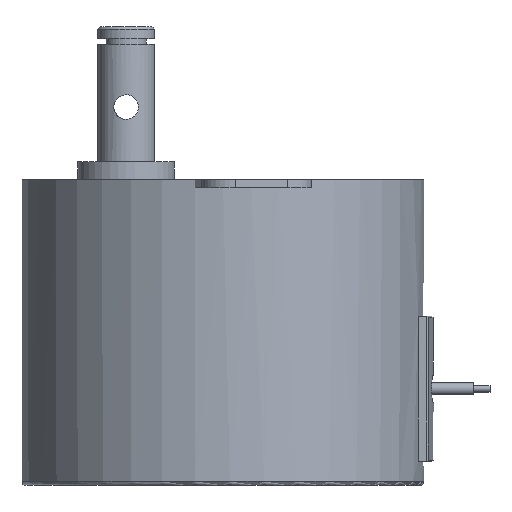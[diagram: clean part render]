
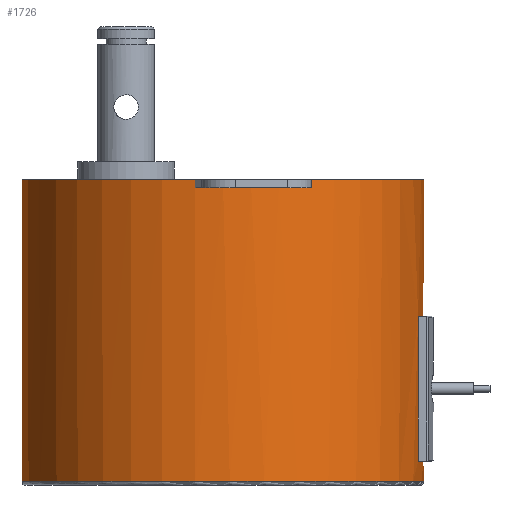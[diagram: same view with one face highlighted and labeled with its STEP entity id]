
A CAD part, left-side view. The second image highlights one B-rep face of the part: STEP entity #1726.
In plain terms, the highlighted cylindrical face has radius 25 mm (diameter 50 mm), a full revolution.
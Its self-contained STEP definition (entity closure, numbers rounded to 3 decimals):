
#759=CARTESIAN_POINT('',(-6.,-24.269,21.0));
#760=VERTEX_POINT('',#759);
#767=CARTESIAN_POINT('',(-6.,-24.269,3.0));
#768=VERTEX_POINT('',#767);
#769=CARTESIAN_POINT('',(-6.,-24.269,3.0));
#770=DIRECTION('',(0.0,0.0,1.0));
#771=VECTOR('',#770,18.0);
#772=LINE('',#769,#771);
#773=EDGE_CURVE('',#768,#760,#772,.T.);
#790=CARTESIAN_POINT('',(6.,-24.269,21.0));
#791=VERTEX_POINT('',#790);
#798=CARTESIAN_POINT('',(0.0,0.0,21.));
#799=DIRECTION('',(0.0,0.0,1.0));
#800=DIRECTION('',(-1.0,0.0,0.0));
#801=AXIS2_PLACEMENT_3D('',#798,#799,#800);
#802=CIRCLE('',#801,25.0);
#803=EDGE_CURVE('',#760,#791,#802,.T.);
#833=CARTESIAN_POINT('',(6.,-24.269,3.0));
#834=VERTEX_POINT('',#833);
#841=CARTESIAN_POINT('',(6.,-24.269,21.0));
#842=DIRECTION('',(0.0,0.0,-1.0));
#843=VECTOR('',#842,18.0);
#844=LINE('',#841,#843);
#845=EDGE_CURVE('',#791,#834,#844,.T.);
#860=CARTESIAN_POINT('',(0.0,0.0,3.));
#861=DIRECTION('',(0.0,0.0,-1.0));
#862=DIRECTION('',(-1.0,0.0,0.0));
#863=AXIS2_PLACEMENT_3D('',#860,#861,#862);
#864=CIRCLE('',#863,25.0);
#865=EDGE_CURVE('',#834,#768,#864,.T.);
#1349=CARTESIAN_POINT('',(-22.808,-10.237,37.));
#1350=VERTEX_POINT('',#1349);
#1357=CARTESIAN_POINT('',(-22.808,-10.237,38.0));
#1358=VERTEX_POINT('',#1357);
#1359=CARTESIAN_POINT('',(-22.808,-10.237,38.0));
#1360=DIRECTION('',(0.0,0.0,-1.0));
#1361=VECTOR('',#1360,1.);
#1362=LINE('',#1359,#1361);
#1363=EDGE_CURVE('',#1358,#1350,#1362,.T.);
#1380=CARTESIAN_POINT('',(-24.763,3.432,37.));
#1381=VERTEX_POINT('',#1380);
#1389=CARTESIAN_POINT('',(-24.763,3.432,38.0));
#1390=VERTEX_POINT('',#1389);
#1397=CARTESIAN_POINT('',(-24.763,3.432,37.));
#1398=DIRECTION('',(0.0,0.0,1.0));
#1399=VECTOR('',#1398,1.);
#1400=LINE('',#1397,#1399);
#1401=EDGE_CURVE('',#1381,#1390,#1400,.T.);
#1411=CARTESIAN_POINT('',(0.0,0.0,37.));
#1412=DIRECTION('',(0.0,0.0,-1.0));
#1413=DIRECTION('',(-1.0,0.0,0.0));
#1414=AXIS2_PLACEMENT_3D('',#1411,#1412,#1413);
#1415=CIRCLE('',#1414,25.0);
#1416=EDGE_CURVE('',#1350,#1381,#1415,.T.);
#1437=CARTESIAN_POINT('',(24.763,3.432,37.0));
#1438=VERTEX_POINT('',#1437);
#1439=CARTESIAN_POINT('',(22.808,-10.237,37.0));
#1440=VERTEX_POINT('',#1439);
#1441=CARTESIAN_POINT('',(0.0,0.0,37.0));
#1442=DIRECTION('',(0.0,0.0,-1.0));
#1443=DIRECTION('',(-1.0,0.0,0.0));
#1444=AXIS2_PLACEMENT_3D('',#1441,#1442,#1443);
#1445=CIRCLE('',#1444,25.0);
#1446=EDGE_CURVE('',#1438,#1440,#1445,.T.);
#1567=CARTESIAN_POINT('',(22.808,-10.237,38.0));
#1568=VERTEX_POINT('',#1567);
#1575=CARTESIAN_POINT('',(22.808,-10.237,37.0));
#1576=DIRECTION('',(0.0,0.0,1.0));
#1577=VECTOR('',#1576,1.0);
#1578=LINE('',#1575,#1577);
#1579=EDGE_CURVE('',#1440,#1568,#1578,.T.);
#1664=CARTESIAN_POINT('',(24.763,3.432,38.0));
#1665=VERTEX_POINT('',#1664);
#1666=CARTESIAN_POINT('',(24.763,3.432,38.0));
#1667=DIRECTION('',(0.0,0.0,-1.0));
#1668=VECTOR('',#1667,1.0);
#1669=LINE('',#1666,#1668);
#1670=EDGE_CURVE('',#1665,#1438,#1669,.T.);
#1682=CARTESIAN_POINT('',(0.0,0.0,0.0));
#1683=DIRECTION('',(0.0,0.0,1.0));
#1684=DIRECTION('',(-1.0,0.0,0.0));
#1685=AXIS2_PLACEMENT_3D('',#1682,#1683,#1684);
#1686=CYLINDRICAL_SURFACE('',#1685,25.0);
#1687=CARTESIAN_POINT('',(25.0,0.,0.5));
#1688=VERTEX_POINT('',#1687);
#1689=CARTESIAN_POINT('',(0.0,0.0,0.5));
#1690=DIRECTION('',(0.0,0.0,-1.0));
#1691=DIRECTION('',(-1.0,0.0,0.0));
#1692=AXIS2_PLACEMENT_3D('',#1689,#1690,#1691);
#1693=CIRCLE('',#1692,25.0);
#1694=EDGE_CURVE('',#1688,#1688,#1693,.T.);
#1695=ORIENTED_EDGE('',*,*,#1694,.F.);
#1696=EDGE_LOOP('',(#1695));
#1697=FACE_OUTER_BOUND('',#1696,.T.);
#1698=ORIENTED_EDGE('',*,*,#773,.T.);
#1699=ORIENTED_EDGE('',*,*,#803,.T.);
#1700=ORIENTED_EDGE('',*,*,#845,.T.);
#1701=ORIENTED_EDGE('',*,*,#865,.T.);
#1702=EDGE_LOOP('',(#1698,#1699,#1700,#1701));
#1703=FACE_BOUND('',#1702,.T.);
#1704=ORIENTED_EDGE('',*,*,#1363,.T.);
#1705=ORIENTED_EDGE('',*,*,#1416,.T.);
#1706=ORIENTED_EDGE('',*,*,#1401,.T.);
#1707=CARTESIAN_POINT('',(0.0,0.0,38.0));
#1708=DIRECTION('',(0.0,0.0,-1.0));
#1709=DIRECTION('',(-1.0,0.0,0.0));
#1710=AXIS2_PLACEMENT_3D('',#1707,#1708,#1709);
#1711=CIRCLE('',#1710,25.0);
#1712=EDGE_CURVE('',#1390,#1665,#1711,.T.);
#1713=ORIENTED_EDGE('',*,*,#1712,.T.);
#1714=ORIENTED_EDGE('',*,*,#1670,.T.);
#1715=ORIENTED_EDGE('',*,*,#1446,.T.);
#1716=ORIENTED_EDGE('',*,*,#1579,.T.);
#1717=CARTESIAN_POINT('',(0.0,0.0,38.0));
#1718=DIRECTION('',(0.0,0.0,-1.0));
#1719=DIRECTION('',(-1.0,0.0,0.0));
#1720=AXIS2_PLACEMENT_3D('',#1717,#1718,#1719);
#1721=CIRCLE('',#1720,25.0);
#1722=EDGE_CURVE('',#1568,#1358,#1721,.T.);
#1723=ORIENTED_EDGE('',*,*,#1722,.T.);
#1724=EDGE_LOOP('',(#1704,#1705,#1706,#1713,#1714,#1715,#1716,#1723));
#1725=FACE_BOUND('',#1724,.T.);
#1726=ADVANCED_FACE('',(#1697,#1703,#1725),#1686,.T.);
